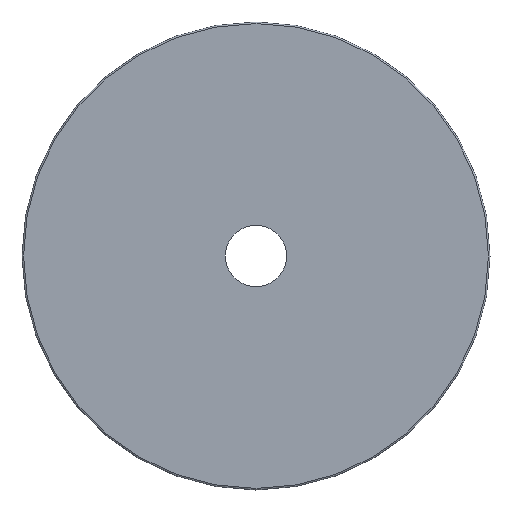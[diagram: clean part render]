
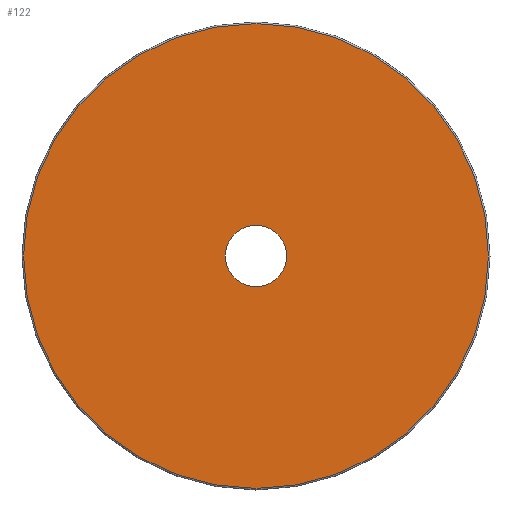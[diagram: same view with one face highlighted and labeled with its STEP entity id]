
A CAD part, front view. The second image highlights one B-rep face of the part: STEP entity #122.
In plain terms, the highlighted planar face has unit normal (0, -1, 0).
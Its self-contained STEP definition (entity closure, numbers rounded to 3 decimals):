
#15=FACE_BOUND('',#34,.T.);
#17=PLANE('',#157);
#27=FACE_OUTER_BOUND('',#33,.T.);
#33=EDGE_LOOP('',(#99,#100));
#34=EDGE_LOOP('',(#101));
#41=CIRCLE('',#149,149.);
#42=CIRCLE('',#150,149.);
#48=CIRCLE('',#158,19.625);
#56=VERTEX_POINT('',#218);
#57=VERTEX_POINT('',#220);
#62=VERTEX_POINT('',#235);
#69=EDGE_CURVE('',#56,#57,#41,.T.);
#70=EDGE_CURVE('',#57,#56,#42,.T.);
#77=EDGE_CURVE('',#62,#62,#48,.T.);
#99=ORIENTED_EDGE('',*,*,#70,.F.);
#100=ORIENTED_EDGE('',*,*,#69,.F.);
#101=ORIENTED_EDGE('',*,*,#77,.T.);
#122=ADVANCED_FACE('',(#27,#15),#17,.F.);
#149=AXIS2_PLACEMENT_3D('',#221,#175,#176);
#150=AXIS2_PLACEMENT_3D('',#222,#177,#178);
#157=AXIS2_PLACEMENT_3D('',#234,#192,#193);
#158=AXIS2_PLACEMENT_3D('',#236,#194,#195);
#175=DIRECTION('center_axis',(0.,1.,0.));
#176=DIRECTION('ref_axis',(1.,0.,0.));
#177=DIRECTION('center_axis',(0.,1.,0.));
#178=DIRECTION('ref_axis',(1.,0.,0.));
#192=DIRECTION('center_axis',(0.,1.,0.));
#193=DIRECTION('ref_axis',(0.,0.,1.));
#194=DIRECTION('center_axis',(0.,1.,0.));
#195=DIRECTION('ref_axis',(1.,0.,0.));
#218=CARTESIAN_POINT('',(0.,0.,-149.));
#220=CARTESIAN_POINT('',(-149.,0.,0.));
#221=CARTESIAN_POINT('Origin',(0.,0.,0.));
#222=CARTESIAN_POINT('Origin',(0.,0.,0.));
#234=CARTESIAN_POINT('Origin',(0.,0.,0.));
#235=CARTESIAN_POINT('',(-19.625,0.,0.));
#236=CARTESIAN_POINT('Origin',(0.,0.,0.));
